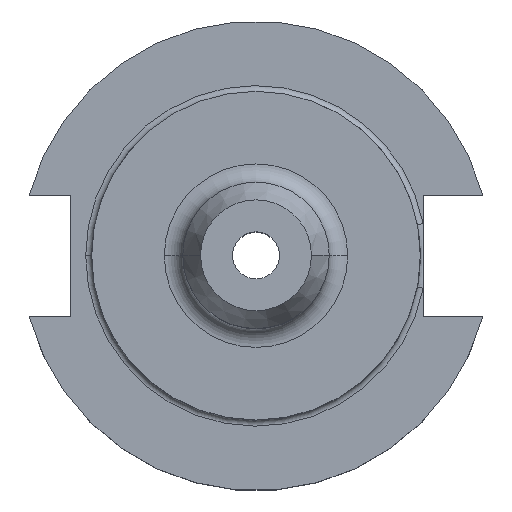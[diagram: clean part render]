
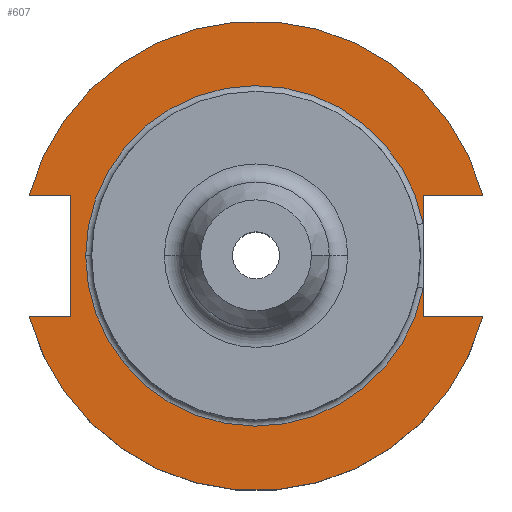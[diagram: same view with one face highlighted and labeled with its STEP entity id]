
A CAD part, top view. The second image highlights one B-rep face of the part: STEP entity #607.
In plain terms, the highlighted planar face has unit normal (0, 0, 1).
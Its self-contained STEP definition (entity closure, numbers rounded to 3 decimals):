
#6 = CIRCLE ( 'NONE', #1248, 23.025 ) ;
#39 = CARTESIAN_POINT ( 'NONE',  ( -25.091, 8.191, 19.05 ) ) ;
#43 = CARTESIAN_POINT ( 'NONE',  ( 0., 0., 19.05 ) ) ;
#56 = DIRECTION ( 'NONE',  ( 0., -1., 0. ) ) ;
#58 = DIRECTION ( 'NONE',  ( 0., 0., -1. ) ) ;
#59 = DIRECTION ( 'NONE',  ( 0., 1., 0. ) ) ;
#69 = LINE ( 'NONE', #1521, #965 ) ;
#78 = DIRECTION ( 'NONE',  ( 0., 0., 1. ) ) ;
#104 = VECTOR ( 'NONE', #298, 1000. ) ;
#107 = VERTEX_POINT ( 'NONE', #832 ) ;
#118 = VERTEX_POINT ( 'NONE', #843 ) ;
#147 = EDGE_CURVE ( 'NONE', #371, #1607, #952, .T. ) ;
#178 = DIRECTION ( 'NONE',  ( 0., 0., 1. ) ) ;
#202 = CARTESIAN_POINT ( 'NONE',  ( 22.606, 22.225, 19.05 ) ) ;
#219 = ORIENTED_EDGE ( 'NONE', *, *, #518, .T. ) ;
#233 = VERTEX_POINT ( 'NONE', #1309 ) ;
#253 = DIRECTION ( 'NONE',  ( 1., 0., 0. ) ) ;
#273 = LINE ( 'NONE', #932, #880 ) ;
#298 = DIRECTION ( 'NONE',  ( 1., 0., 0. ) ) ;
#304 = CARTESIAN_POINT ( 'NONE',  ( 22.606, 22.225, 19.05 ) ) ;
#306 = ORIENTED_EDGE ( 'NONE', *, *, #584, .F. ) ;
#308 = AXIS2_PLACEMENT_3D ( 'NONE', #1399, #78, #574 ) ;
#327 = VERTEX_POINT ( 'NONE', #372 ) ;
#329 = CARTESIAN_POINT ( 'NONE',  ( -25.091, 8.191, 19.05 ) ) ;
#370 = LINE ( 'NONE', #304, #884 ) ;
#371 = VERTEX_POINT ( 'NONE', #1071 ) ;
#372 = CARTESIAN_POINT ( 'NONE',  ( 30.675, -8.191, 19.05 ) ) ;
#379 = EDGE_CURVE ( 'NONE', #107, #795, #273, .T. ) ;
#406 = FACE_OUTER_BOUND ( 'NONE', #627, .T. ) ;
#416 = CARTESIAN_POINT ( 'NONE',  ( 0., -8.191, 19.05 ) ) ;
#421 = CIRCLE ( 'NONE', #1087, 31.75 ) ;
#422 = CARTESIAN_POINT ( 'NONE',  ( 22.606, -8.191, 19.05 ) ) ;
#446 = DIRECTION ( 'NONE',  ( 0., 1., 0. ) ) ;
#450 = LINE ( 'NONE', #202, #1483 ) ;
#456 = CARTESIAN_POINT ( 'NONE',  ( 0., 8.191, 19.05 ) ) ;
#472 = CIRCLE ( 'NONE', #308, 31.75 ) ;
#518 = EDGE_CURVE ( 'NONE', #1607, #1039, #6, .T. ) ;
#529 = CARTESIAN_POINT ( 'NONE',  ( 0., 0., 19.05 ) ) ;
#562 = EDGE_CURVE ( 'NONE', #1039, #118, #370, .T. ) ;
#574 = DIRECTION ( 'NONE',  ( 1., 0., 0. ) ) ;
#584 = EDGE_CURVE ( 'NONE', #648, #233, #69, .T. ) ;
#607 = ADVANCED_FACE ( 'NONE', ( #406 ), #1654, .F. ) ;
#624 = EDGE_CURVE ( 'NONE', #648, #327, #472, .T. ) ;
#627 = EDGE_LOOP ( 'NONE', ( #1414, #1709, #219, #1061, #1390, #629, #1290, #1095, #306, #934, #994 ) ) ;
#629 = ORIENTED_EDGE ( 'NONE', *, *, #1584, .T. ) ;
#647 = EDGE_CURVE ( 'NONE', #1201, #371, #450, .T. ) ;
#648 = VERTEX_POINT ( 'NONE', #1517 ) ;
#655 = CARTESIAN_POINT ( 'NONE',  ( 22.606, 4.373, 19.05 ) ) ;
#671 = DIRECTION ( 'NONE',  ( 0., 0., -1. ) ) ;
#672 = EDGE_CURVE ( 'NONE', #1070, #118, #1505, .T. ) ;
#696 = AXIS2_PLACEMENT_3D ( 'NONE', #1129, #986, #1116 ) ;
#717 = DIRECTION ( 'NONE',  ( -1., 0., 0. ) ) ;
#748 = LINE ( 'NONE', #416, #104 ) ;
#795 = VERTEX_POINT ( 'NONE', #329 ) ;
#831 = DIRECTION ( 'NONE',  ( 1., 0., 0. ) ) ;
#832 = CARTESIAN_POINT ( 'NONE',  ( -30.675, 8.191, 19.05 ) ) ;
#841 = CARTESIAN_POINT ( 'NONE',  ( 30.675, 8.191, 19.05 ) ) ;
#843 = CARTESIAN_POINT ( 'NONE',  ( 22.606, 8.191, 19.05 ) ) ;
#880 = VECTOR ( 'NONE', #253, 1000. ) ;
#884 = VECTOR ( 'NONE', #446, 1000. ) ;
#932 = CARTESIAN_POINT ( 'NONE',  ( -61.091, 8.191, 19.05 ) ) ;
#934 = ORIENTED_EDGE ( 'NONE', *, *, #624, .T. ) ;
#952 = CIRCLE ( 'NONE', #1495, 23.025 ) ;
#965 = VECTOR ( 'NONE', #1633, 1000. ) ;
#986 = DIRECTION ( 'NONE',  ( 0., 0., -1. ) ) ;
#994 = ORIENTED_EDGE ( 'NONE', *, *, #1299, .F. ) ;
#1031 = VECTOR ( 'NONE', #56, 1000. ) ;
#1039 = VERTEX_POINT ( 'NONE', #655 ) ;
#1061 = ORIENTED_EDGE ( 'NONE', *, *, #562, .T. ) ;
#1070 = VERTEX_POINT ( 'NONE', #841 ) ;
#1071 = CARTESIAN_POINT ( 'NONE',  ( 22.606, -4.373, 19.05 ) ) ;
#1087 = AXIS2_PLACEMENT_3D ( 'NONE', #43, #178, #831 ) ;
#1089 = DIRECTION ( 'NONE',  ( -1., 0., 0. ) ) ;
#1095 = ORIENTED_EDGE ( 'NONE', *, *, #1318, .T. ) ;
#1116 = DIRECTION ( 'NONE',  ( -1., 0., 0. ) ) ;
#1117 = VECTOR ( 'NONE', #1404, 1000. ) ;
#1129 = CARTESIAN_POINT ( 'NONE',  ( 0., 22.225, 19.05 ) ) ;
#1201 = VERTEX_POINT ( 'NONE', #422 ) ;
#1248 = AXIS2_PLACEMENT_3D ( 'NONE', #529, #671, #1089 ) ;
#1290 = ORIENTED_EDGE ( 'NONE', *, *, #379, .T. ) ;
#1299 = EDGE_CURVE ( 'NONE', #1201, #327, #748, .T. ) ;
#1309 = CARTESIAN_POINT ( 'NONE',  ( -25.091, -8.191, 19.05 ) ) ;
#1318 = EDGE_CURVE ( 'NONE', #795, #233, #1319, .T. ) ;
#1319 = LINE ( 'NONE', #39, #1031 ) ;
#1390 = ORIENTED_EDGE ( 'NONE', *, *, #672, .F. ) ;
#1399 = CARTESIAN_POINT ( 'NONE',  ( 0., 0., 19.05 ) ) ;
#1404 = DIRECTION ( 'NONE',  ( -1., 0., 0. ) ) ;
#1414 = ORIENTED_EDGE ( 'NONE', *, *, #647, .T. ) ;
#1483 = VECTOR ( 'NONE', #59, 1000. ) ;
#1495 = AXIS2_PLACEMENT_3D ( 'NONE', #1646, #58, #717 ) ;
#1505 = LINE ( 'NONE', #456, #1117 ) ;
#1517 = CARTESIAN_POINT ( 'NONE',  ( -30.675, -8.191, 19.05 ) ) ;
#1520 = CARTESIAN_POINT ( 'NONE',  ( -23.025, 0., 19.05 ) ) ;
#1521 = CARTESIAN_POINT ( 'NONE',  ( -61.091, -8.191, 19.05 ) ) ;
#1584 = EDGE_CURVE ( 'NONE', #1070, #107, #421, .T. ) ;
#1607 = VERTEX_POINT ( 'NONE', #1520 ) ;
#1633 = DIRECTION ( 'NONE',  ( 1., 0., 0. ) ) ;
#1646 = CARTESIAN_POINT ( 'NONE',  ( 0., 0., 19.05 ) ) ;
#1654 = PLANE ( 'NONE',  #696 ) ;
#1709 = ORIENTED_EDGE ( 'NONE', *, *, #147, .T. ) ;
